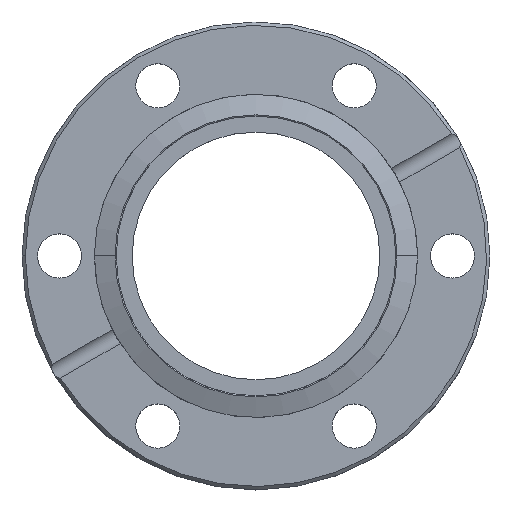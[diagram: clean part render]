
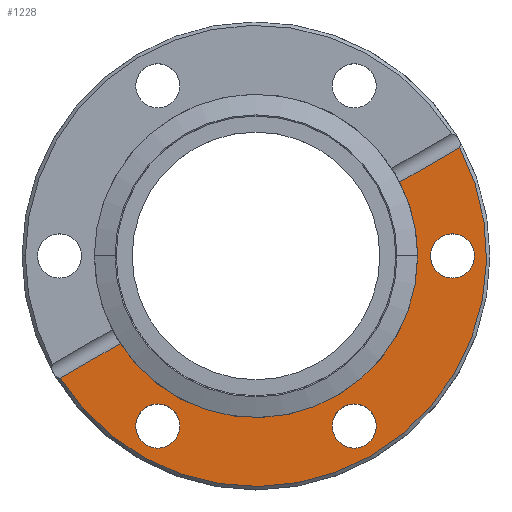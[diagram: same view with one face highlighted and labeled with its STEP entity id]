
A CAD part, top view. The second image highlights one B-rep face of the part: STEP entity #1228.
In plain terms, the highlighted planar face has unit normal (0, 0, 1).
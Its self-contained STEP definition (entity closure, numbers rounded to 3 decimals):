
#1 = CIRCLE ( 'NONE', #585, 24.15 ) ;
#6 = ORIENTED_EDGE ( 'NONE', *, *, #1136, .T. ) ;
#32 = EDGE_CURVE ( 'NONE', #1131, #909, #961, .T. ) ;
#83 = AXIS2_PLACEMENT_3D ( 'NONE', #2140, #937, #2332 ) ;
#103 = AXIS2_PLACEMENT_3D ( 'NONE', #195, #1596, #383 ) ;
#145 = CARTESIAN_POINT ( 'NONE',  ( 11.375, -25.418, 0. ) ) ;
#178 = AXIS2_PLACEMENT_3D ( 'NONE', #977, #633, #2395 ) ;
#183 = DIRECTION ( 'NONE',  ( 0., 0., 1. ) ) ;
#195 = CARTESIAN_POINT ( 'NONE',  ( 24.15, 0., 0. ) ) ;
#202 = DIRECTION ( 'NONE',  ( 0., 0., 1. ) ) ;
#266 = CARTESIAN_POINT ( 'NONE',  ( -11.375, -25.418, 0. ) ) ;
#295 = FACE_BOUND ( 'NONE', #2452, .T. ) ;
#301 = CARTESIAN_POINT ( 'NONE',  ( 14.675, -25.418, 0. ) ) ;
#309 = CARTESIAN_POINT ( 'NONE',  ( -40.746, -24.911, 0. ) ) ;
#335 = VERTEX_POINT ( 'NONE', #1430 ) ;
#371 = PLANE ( 'NONE',  #103 ) ;
#383 = DIRECTION ( 'NONE',  ( -1., 0., 0. ) ) ;
#439 = ORIENTED_EDGE ( 'NONE', *, *, #2352, .T. ) ;
#462 = ORIENTED_EDGE ( 'NONE', *, *, #815, .F. ) ;
#498 = DIRECTION ( 'NONE',  ( 1., 0., 0. ) ) ;
#585 = AXIS2_PLACEMENT_3D ( 'NONE', #865, #2264, #1065 ) ;
#586 = CARTESIAN_POINT ( 'NONE',  ( 17.975, -25.418, 0. ) ) ;
#592 = EDGE_CURVE ( 'NONE', #335, #2151, #2447, .T. ) ;
#633 = DIRECTION ( 'NONE',  ( 0., 0., -1. ) ) ;
#706 = VERTEX_POINT ( 'NONE', #2114 ) ;
#732 = VERTEX_POINT ( 'NONE', #145 ) ;
#740 = ORIENTED_EDGE ( 'NONE', *, *, #769, .F. ) ;
#753 = CIRCLE ( 'NONE', #83, 34.45 ) ;
#769 = EDGE_CURVE ( 'NONE', #2151, #335, #1346, .T. ) ;
#795 = EDGE_LOOP ( 'NONE', ( #944, #1757 ) ) ;
#815 = EDGE_CURVE ( 'NONE', #1987, #940, #1287, .T. ) ;
#840 = AXIS2_PLACEMENT_3D ( 'NONE', #301, #1715, #498 ) ;
#860 = CARTESIAN_POINT ( 'NONE',  ( 21.489, 11.021, 0. ) ) ;
#865 = CARTESIAN_POINT ( 'NONE',  ( 0., 0., 0. ) ) ;
#872 = EDGE_CURVE ( 'NONE', #1428, #706, #753, .T. ) ;
#909 = VERTEX_POINT ( 'NONE', #1146 ) ;
#929 = CARTESIAN_POINT ( 'NONE',  ( -14.675, -25.418, 0. ) ) ;
#937 = DIRECTION ( 'NONE',  ( 0., 0., 1. ) ) ;
#940 = VERTEX_POINT ( 'NONE', #2519 ) ;
#944 = ORIENTED_EDGE ( 'NONE', *, *, #1650, .F. ) ;
#961 = CIRCLE ( 'NONE', #178, 24.15 ) ;
#969 = ORIENTED_EDGE ( 'NONE', *, *, #592, .F. ) ;
#977 = CARTESIAN_POINT ( 'NONE',  ( 0., 0., 0. ) ) ;
#1002 = EDGE_LOOP ( 'NONE', ( #1350, #6, #1779, #1071, #439 ) ) ;
#1061 = CARTESIAN_POINT ( 'NONE',  ( -40.746, -24.911, 0. ) ) ;
#1065 = DIRECTION ( 'NONE',  ( -1., 0., 0. ) ) ;
#1068 = CARTESIAN_POINT ( 'NONE',  ( -29.216, -18.254, 0. ) ) ;
#1071 = ORIENTED_EDGE ( 'NONE', *, *, #32, .T. ) ;
#1128 = DIRECTION ( 'NONE',  ( 0., 0., 1. ) ) ;
#1131 = VERTEX_POINT ( 'NONE', #1691 ) ;
#1136 = EDGE_CURVE ( 'NONE', #706, #2051, #1804, .T. ) ;
#1146 = CARTESIAN_POINT ( 'NONE',  ( -20.289, -13.099, 0. ) ) ;
#1228 = ADVANCED_FACE ( 'NONE', ( #1340, #295, #2383, #2326 ), #371, .F. ) ;
#1264 = VERTEX_POINT ( 'NONE', #586 ) ;
#1273 = EDGE_CURVE ( 'NONE', #940, #1987, #2065, .T. ) ;
#1287 = CIRCLE ( 'NONE', #2351, 3.3 ) ;
#1310 = LINE ( 'NONE', #1061, #1795 ) ;
#1335 = CARTESIAN_POINT ( 'NONE',  ( 29.35, 0., 0. ) ) ;
#1340 = FACE_OUTER_BOUND ( 'NONE', #1002, .T. ) ;
#1346 = CIRCLE ( 'NONE', #2105, 3.3 ) ;
#1350 = ORIENTED_EDGE ( 'NONE', *, *, #872, .T. ) ;
#1354 = CARTESIAN_POINT ( 'NONE',  ( -14.675, -25.418, 0. ) ) ;
#1372 = CARTESIAN_POINT ( 'NONE',  ( 14.675, -25.418, 0. ) ) ;
#1428 = VERTEX_POINT ( 'NONE', #1068 ) ;
#1430 = CARTESIAN_POINT ( 'NONE',  ( 32.65, 0., 0. ) ) ;
#1436 = AXIS2_PLACEMENT_3D ( 'NONE', #1372, #202, #1605 ) ;
#1440 = CIRCLE ( 'NONE', #840, 3.3 ) ;
#1580 = DIRECTION ( 'NONE',  ( 1., 0., 0. ) ) ;
#1591 = ORIENTED_EDGE ( 'NONE', *, *, #1273, .F. ) ;
#1596 = DIRECTION ( 'NONE',  ( 0., 0., -1. ) ) ;
#1605 = DIRECTION ( 'NONE',  ( 1., 0., 0. ) ) ;
#1650 = EDGE_CURVE ( 'NONE', #1264, #732, #2525, .T. ) ;
#1691 = CARTESIAN_POINT ( 'NONE',  ( 24.15, 0., 0. ) ) ;
#1715 = DIRECTION ( 'NONE',  ( 0., 0., 1. ) ) ;
#1720 = AXIS2_PLACEMENT_3D ( 'NONE', #1354, #183, #1580 ) ;
#1731 = CARTESIAN_POINT ( 'NONE',  ( 29.35, 0., 0. ) ) ;
#1757 = ORIENTED_EDGE ( 'NONE', *, *, #2148, .F. ) ;
#1779 = ORIENTED_EDGE ( 'NONE', *, *, #2085, .T. ) ;
#1795 = VECTOR ( 'NONE', #2060, 1000. ) ;
#1804 = LINE ( 'NONE', #309, #2243 ) ;
#1884 = DIRECTION ( 'NONE',  ( 0., 0., 1. ) ) ;
#1892 = DIRECTION ( 'NONE',  ( 1., 0., 0. ) ) ;
#1987 = VERTEX_POINT ( 'NONE', #266 ) ;
#2051 = VERTEX_POINT ( 'NONE', #860 ) ;
#2055 = EDGE_LOOP ( 'NONE', ( #462, #1591 ) ) ;
#2060 = DIRECTION ( 'NONE',  ( -0.866, -0.5, 0. ) ) ;
#2065 = CIRCLE ( 'NONE', #1720, 3.3 ) ;
#2085 = EDGE_CURVE ( 'NONE', #2051, #1131, #1, .T. ) ;
#2105 = AXIS2_PLACEMENT_3D ( 'NONE', #1335, #1128, #2317 ) ;
#2114 = CARTESIAN_POINT ( 'NONE',  ( 30.416, 16.175, 0. ) ) ;
#2140 = CARTESIAN_POINT ( 'NONE',  ( 0., 0., 0. ) ) ;
#2148 = EDGE_CURVE ( 'NONE', #732, #1264, #1440, .T. ) ;
#2151 = VERTEX_POINT ( 'NONE', #2450 ) ;
#2243 = VECTOR ( 'NONE', #2391, 1000. ) ;
#2264 = DIRECTION ( 'NONE',  ( 0., 0., -1. ) ) ;
#2317 = DIRECTION ( 'NONE',  ( 1., 0., 0. ) ) ;
#2318 = AXIS2_PLACEMENT_3D ( 'NONE', #1731, #1884, #1892 ) ;
#2324 = DIRECTION ( 'NONE',  ( 0., 0., 1. ) ) ;
#2326 = FACE_BOUND ( 'NONE', #795, .T. ) ;
#2332 = DIRECTION ( 'NONE',  ( 1., 0., 0. ) ) ;
#2351 = AXIS2_PLACEMENT_3D ( 'NONE', #929, #2324, #2513 ) ;
#2352 = EDGE_CURVE ( 'NONE', #909, #1428, #1310, .T. ) ;
#2383 = FACE_BOUND ( 'NONE', #2055, .T. ) ;
#2391 = DIRECTION ( 'NONE',  ( -0.866, -0.5, 0. ) ) ;
#2395 = DIRECTION ( 'NONE',  ( -1., 0., 0. ) ) ;
#2447 = CIRCLE ( 'NONE', #2318, 3.3 ) ;
#2450 = CARTESIAN_POINT ( 'NONE',  ( 26.05, 0., 0. ) ) ;
#2452 = EDGE_LOOP ( 'NONE', ( #969, #740 ) ) ;
#2513 = DIRECTION ( 'NONE',  ( 1., 0., 0. ) ) ;
#2519 = CARTESIAN_POINT ( 'NONE',  ( -17.975, -25.418, 0. ) ) ;
#2525 = CIRCLE ( 'NONE', #1436, 3.3 ) ;
